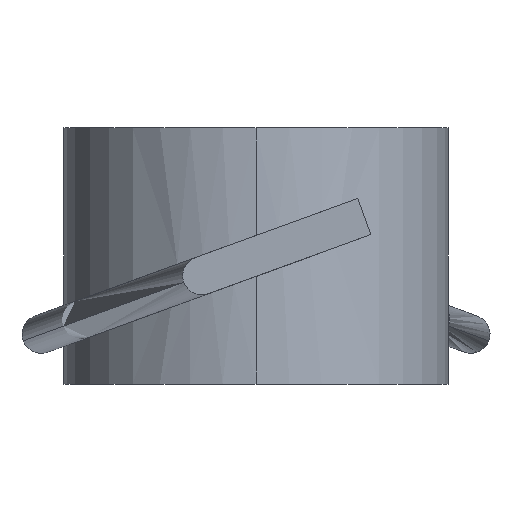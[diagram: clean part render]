
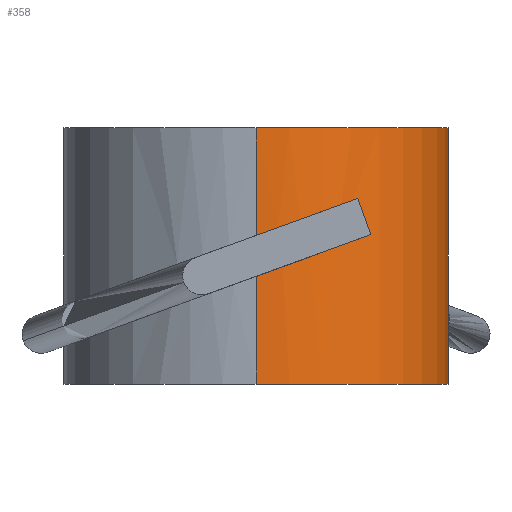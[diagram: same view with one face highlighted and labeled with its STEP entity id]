
A CAD part, left-side view. The second image highlights one B-rep face of the part: STEP entity #358.
In plain terms, the highlighted cylindrical face has radius 15 mm (diameter 30 mm), a partial arc.
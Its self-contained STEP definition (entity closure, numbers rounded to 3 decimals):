
#132=CARTESIAN_POINT('Vertex',(302.191,-293.219,91.538)) ;
#148=CARTESIAN_POINT('Vertex',(301.775,-294.245,94.357)) ;
#152=CARTESIAN_POINT('Control Point',(301.775,-294.245,94.357)) ;
#153=CARTESIAN_POINT('Control Point',(301.867,-294.04,93.795)) ;
#154=CARTESIAN_POINT('Control Point',(301.954,-293.835,93.232)) ;
#155=CARTESIAN_POINT('Control Point',(302.038,-293.63,92.668)) ;
#156=CARTESIAN_POINT('Control Point',(302.117,-293.425,92.103)) ;
#157=CARTESIAN_POINT('Control Point',(302.191,-293.219,91.538)) ;
#200=CARTESIAN_POINT('Axis2P3D Location',(288.094,-288.094,95.)) ;
#205=CARTESIAN_POINT('Line Origine',(273.094,-288.094,95.)) ;
#209=CARTESIAN_POINT('Vertex',(273.094,-288.094,96.596)) ;
#211=CARTESIAN_POINT('Vertex',(273.094,-288.094,105.)) ;
#218=CARTESIAN_POINT('Vertex',(303.094,-288.094,105.)) ;
#221=CARTESIAN_POINT('Line Origine',(303.094,-288.094,95.)) ;
#225=CARTESIAN_POINT('Vertex',(303.094,-288.094,96.596)) ;
#239=CARTESIAN_POINT('Vertex',(303.094,-288.094,93.404)) ;
#242=CARTESIAN_POINT('Line Origine',(303.094,-288.094,95.)) ;
#246=CARTESIAN_POINT('Vertex',(303.094,-288.094,85.)) ;
#253=CARTESIAN_POINT('Vertex',(273.094,-288.094,85.)) ;
#256=CARTESIAN_POINT('Line Origine',(273.094,-288.094,95.)) ;
#260=CARTESIAN_POINT('Vertex',(273.094,-288.094,93.404)) ;
#300=CARTESIAN_POINT('Axis2P3D Location',(288.094,-288.094,85.)) ;
#306=CARTESIAN_POINT('Control Point',(302.191,-293.219,91.538)) ;
#307=CARTESIAN_POINT('Control Point',(302.79,-291.573,92.137)) ;
#308=CARTESIAN_POINT('Control Point',(303.094,-289.833,92.771)) ;
#309=CARTESIAN_POINT('Control Point',(303.094,-288.094,93.404)) ;
#312=CARTESIAN_POINT('Control Point',(301.775,-294.245,94.357)) ;
#313=CARTESIAN_POINT('Control Point',(302.647,-292.306,95.063)) ;
#314=CARTESIAN_POINT('Control Point',(303.094,-290.2,95.83)) ;
#315=CARTESIAN_POINT('Control Point',(303.094,-288.094,96.596)) ;
#317=CARTESIAN_POINT('Axis2P3D Location',(288.094,-288.094,105.)) ;
#323=CARTESIAN_POINT('Control Point',(273.997,-293.219,98.462)) ;
#324=CARTESIAN_POINT('Control Point',(273.398,-291.573,97.863)) ;
#325=CARTESIAN_POINT('Control Point',(273.094,-289.833,97.229)) ;
#326=CARTESIAN_POINT('Control Point',(273.094,-288.094,96.596)) ;
#327=CARTESIAN_POINT('Vertex',(273.997,-293.219,98.462)) ;
#331=CARTESIAN_POINT('Control Point',(274.413,-294.245,95.643)) ;
#332=CARTESIAN_POINT('Control Point',(274.26,-293.904,96.58)) ;
#333=CARTESIAN_POINT('Control Point',(274.121,-293.562,97.52)) ;
#334=CARTESIAN_POINT('Control Point',(273.997,-293.219,98.462)) ;
#335=CARTESIAN_POINT('Vertex',(274.413,-294.245,95.643)) ;
#339=CARTESIAN_POINT('Control Point',(274.413,-294.245,95.643)) ;
#340=CARTESIAN_POINT('Control Point',(273.541,-292.306,94.937)) ;
#341=CARTESIAN_POINT('Control Point',(273.094,-290.2,94.17)) ;
#342=CARTESIAN_POINT('Control Point',(273.094,-288.094,93.404)) ;
#201=DIRECTION('Axis2P3D Direction',(0.,0.,-1.)) ;
#202=DIRECTION('Axis2P3D XDirection',(1.,0.,0.)) ;
#206=DIRECTION('Vector Direction',(0.,0.,-1.)) ;
#222=DIRECTION('Vector Direction',(0.,0.,-1.)) ;
#243=DIRECTION('Vector Direction',(0.,0.,-1.)) ;
#257=DIRECTION('Vector Direction',(0.,0.,-1.)) ;
#301=DIRECTION('Axis2P3D Direction',(0.,0.,-1.)) ;
#318=DIRECTION('Axis2P3D Direction',(0.,0.,-1.)) ;
#203=AXIS2_PLACEMENT_3D('Cylinder Axis2P3D',#200,#201,#202) ;
#302=AXIS2_PLACEMENT_3D('Circle Axis2P3D',#300,#301,$) ;
#319=AXIS2_PLACEMENT_3D('Circle Axis2P3D',#317,#318,$) ;
#345=ORIENTED_EDGE('',*,*,#262,.F.) ;
#346=ORIENTED_EDGE('',*,*,#304,.F.) ;
#347=ORIENTED_EDGE('',*,*,#248,.T.) ;
#348=ORIENTED_EDGE('',*,*,#310,.F.) ;
#349=ORIENTED_EDGE('',*,*,#158,.F.) ;
#350=ORIENTED_EDGE('',*,*,#316,.T.) ;
#351=ORIENTED_EDGE('',*,*,#227,.T.) ;
#352=ORIENTED_EDGE('',*,*,#321,.T.) ;
#353=ORIENTED_EDGE('',*,*,#213,.F.) ;
#354=ORIENTED_EDGE('',*,*,#329,.F.) ;
#355=ORIENTED_EDGE('',*,*,#337,.F.) ;
#356=ORIENTED_EDGE('',*,*,#343,.T.) ;
#207=VECTOR('Line Direction',#206,1.) ;
#223=VECTOR('Line Direction',#222,1.) ;
#244=VECTOR('Line Direction',#243,1.) ;
#258=VECTOR('Line Direction',#257,1.) ;
#358=ADVANCED_FACE('PartBody',(#357),#204,.T.) ;
#151=B_SPLINE_CURVE_WITH_KNOTS('',5,(#152,#153,#154,#155,#156,#157),.UNSPECIFIED.,.F.,.U.,(6,6),(0.,4.283),.UNSPECIFIED.) ;
#305=B_SPLINE_CURVE_WITH_KNOTS('',3,(#306,#307,#308,#309),.UNSPECIFIED.,.F.,.U.,(4,4),(7.19,15.044),.UNSPECIFIED.) ;
#311=B_SPLINE_CURVE_WITH_KNOTS('',3,(#312,#313,#314,#315),.UNSPECIFIED.,.F.,.U.,(4,4),(5.537,15.044),.UNSPECIFIED.) ;
#322=B_SPLINE_CURVE_WITH_KNOTS('',3,(#323,#324,#325,#326),.UNSPECIFIED.,.F.,.U.,(4,4),(4.674,12.527),.UNSPECIFIED.) ;
#330=B_SPLINE_CURVE_WITH_KNOTS('',3,(#331,#332,#333,#334),.UNSPECIFIED.,.F.,.U.,(4,4),(0.,4.283),.UNSPECIFIED.) ;
#338=B_SPLINE_CURVE_WITH_KNOTS('',3,(#339,#340,#341,#342),.UNSPECIFIED.,.F.,.U.,(4,4),(4.857,14.363),.UNSPECIFIED.) ;
#303=CIRCLE('generated circle',#302,15.) ;
#320=CIRCLE('generated circle',#319,15.) ;
#204=CYLINDRICAL_SURFACE('generated cylinder',#203,15.) ;
#158=EDGE_CURVE('',#149,#133,#151,.T.) ;
#213=EDGE_CURVE('',#210,#212,#208,.F.) ;
#227=EDGE_CURVE('',#226,#219,#224,.F.) ;
#248=EDGE_CURVE('',#247,#240,#245,.F.) ;
#262=EDGE_CURVE('',#254,#261,#259,.F.) ;
#304=EDGE_CURVE('',#247,#254,#303,.T.) ;
#310=EDGE_CURVE('',#133,#240,#305,.T.) ;
#316=EDGE_CURVE('',#149,#226,#311,.T.) ;
#321=EDGE_CURVE('',#219,#212,#320,.T.) ;
#329=EDGE_CURVE('',#328,#210,#322,.T.) ;
#337=EDGE_CURVE('',#336,#328,#330,.T.) ;
#343=EDGE_CURVE('',#336,#261,#338,.T.) ;
#344=EDGE_LOOP('',(#345,#346,#347,#348,#349,#350,#351,#352,#353,#354,#355,#356)) ;
#357=FACE_OUTER_BOUND('',#344,.T.) ;
#208=LINE('Line',#205,#207) ;
#224=LINE('Line',#221,#223) ;
#245=LINE('Line',#242,#244) ;
#259=LINE('Line',#256,#258) ;
#133=VERTEX_POINT('',#132) ;
#149=VERTEX_POINT('',#148) ;
#210=VERTEX_POINT('',#209) ;
#212=VERTEX_POINT('',#211) ;
#219=VERTEX_POINT('',#218) ;
#226=VERTEX_POINT('',#225) ;
#240=VERTEX_POINT('',#239) ;
#247=VERTEX_POINT('',#246) ;
#254=VERTEX_POINT('',#253) ;
#261=VERTEX_POINT('',#260) ;
#328=VERTEX_POINT('',#327) ;
#336=VERTEX_POINT('',#335) ;
